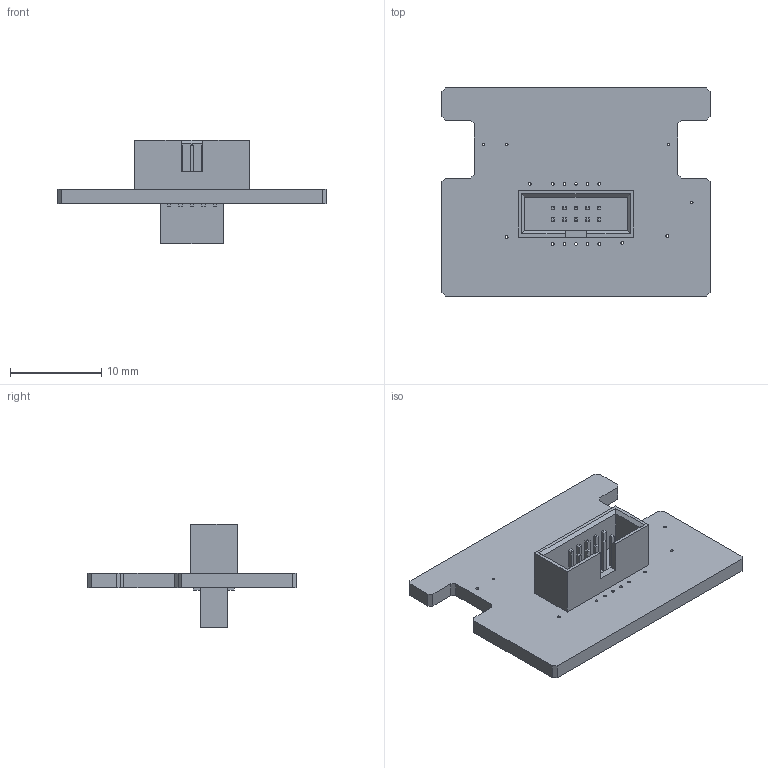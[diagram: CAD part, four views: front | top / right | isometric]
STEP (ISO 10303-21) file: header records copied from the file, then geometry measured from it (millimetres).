
FILE_DESCRIPTION (( 'STEP AP203' ), '1' );
FILE_NAME ('REV-11-1278.STEP', '2022-01-12T15:47:08', ( '' ), ( '' ), 'SwSTEP 2.0', 'SolidWorks 2022', '' );
FILE_SCHEMA (( 'CONFIG_CONTROL_DESIGN' ));
Length unit declared in the file: inch
Products named in the file (1): REV-11-1278
Bounding box: 29.46 x 22.86 x 11.4 mm (x, y, z)
Volume: 1230.4 mm3; surface area: 2267.1 mm2
Topology: 3 solids, 3 shells, 357 faces, 879 edges, 558 vertices
Faces by surface type: plane 321, cylinder 36
Entity records: 10420 total; most frequent: CARTESIAN_POINT 1795, ORIENTED_EDGE 1758, DIRECTION 1667, EDGE_CURVE 879, VECTOR 807, LINE 807, VERTEX_POINT 558, AXIS2_PLACEMENT_3D 430
